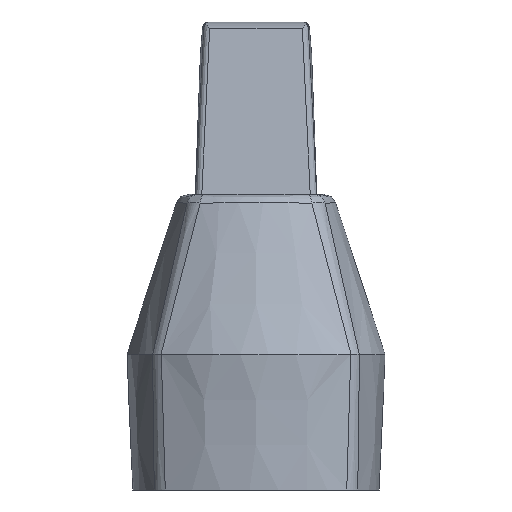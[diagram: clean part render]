
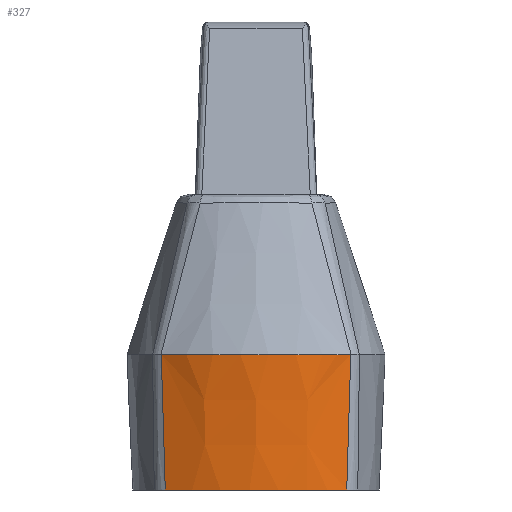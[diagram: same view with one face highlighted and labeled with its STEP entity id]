
A CAD part, left-side view. The second image highlights one B-rep face of the part: STEP entity #327.
In plain terms, the highlighted free-form (B-spline) face has degree [3, 3] with [10, 4] control points.
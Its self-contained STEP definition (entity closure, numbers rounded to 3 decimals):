
#327 = ADVANCED_FACE( '', ( #681 ), #682, .T. );
#681 = FACE_OUTER_BOUND( '', #4355, .T. );
#682 = B_SPLINE_SURFACE_WITH_KNOTS( '', 3, 3, ( ( #4356, #4357, #4358, #4359 ), ( #4360, #4361, #4362, #4363 ), ( #4364, #4365, #4366, #4367 ), ( #4368, #4369, #4370, #4371 ), ( #4372, #4373, #4374, #4375 ), ( #4376, #4377, #4378, #4379 ), ( #4380, #4381, #4382, #4383 ), ( #4384, #4385, #4386, #4387 ), ( #4388, #4389, #4390, #4391 ), ( #4392, #4393, #4394, #4395 ) ), .UNSPECIFIED., .F., .F., .F., ( 4, 2, 2, 2, 4 ), ( 4, 4 ), ( 0., 0.25, 0.5, 0.75, 1. ), ( 0., 1. ), .UNSPECIFIED. );
#4355 = EDGE_LOOP( '', ( #5840, #5841, #5842, #5843 ) );
#4356 = CARTESIAN_POINT( '', ( -7.955, 7.955, 0. ) );
#4357 = CARTESIAN_POINT( '', ( -8.014, 8.014, 3.667 ) );
#4358 = CARTESIAN_POINT( '', ( -8.073, 8.073, 7.333 ) );
#4359 = CARTESIAN_POINT( '', ( -8.132, 8.132, 11. ) );
#4360 = CARTESIAN_POINT( '', ( -8.622, 6.743, 0. ) );
#4361 = CARTESIAN_POINT( '', ( -8.715, 6.804, 3.667 ) );
#4362 = CARTESIAN_POINT( '', ( -8.807, 6.864, 7.333 ) );
#4363 = CARTESIAN_POINT( '', ( -8.9, 6.925, 11. ) );
#4364 = CARTESIAN_POINT( '', ( -9.136, 5.447, 0. ) );
#4365 = CARTESIAN_POINT( '', ( -9.256, 5.501, 3.667 ) );
#4366 = CARTESIAN_POINT( '', ( -9.376, 5.555, 7.333 ) );
#4367 = CARTESIAN_POINT( '', ( -9.496, 5.608, 11. ) );
#4368 = CARTESIAN_POINT( '', ( -9.825, 2.767, 0. ) );
#4369 = CARTESIAN_POINT( '', ( -9.982, 2.798, 3.667 ) );
#4370 = CARTESIAN_POINT( '', ( -10.139, 2.83, 7.333 ) );
#4371 = CARTESIAN_POINT( '', ( -10.296, 2.861, 11. ) );
#4372 = CARTESIAN_POINT( '', ( -10., 1.383, 0. ) );
#4373 = CARTESIAN_POINT( '', ( -10.167, 1.399, 3.667 ) );
#4374 = CARTESIAN_POINT( '', ( -10.333, 1.415, 7.333 ) );
#4375 = CARTESIAN_POINT( '', ( -10.5, 1.431, 11. ) );
#4376 = CARTESIAN_POINT( '', ( -10., -1.383, 0. ) );
#4377 = CARTESIAN_POINT( '', ( -10.167, -1.399, 3.667 ) );
#4378 = CARTESIAN_POINT( '', ( -10.333, -1.415, 7.333 ) );
#4379 = CARTESIAN_POINT( '', ( -10.5, -1.431, 11. ) );
#4380 = CARTESIAN_POINT( '', ( -9.825, -2.767, 0. ) );
#4381 = CARTESIAN_POINT( '', ( -9.982, -2.798, 3.667 ) );
#4382 = CARTESIAN_POINT( '', ( -10.139, -2.83, 7.333 ) );
#4383 = CARTESIAN_POINT( '', ( -10.296, -2.861, 11. ) );
#4384 = CARTESIAN_POINT( '', ( -9.136, -5.447, 0. ) );
#4385 = CARTESIAN_POINT( '', ( -9.256, -5.501, 3.667 ) );
#4386 = CARTESIAN_POINT( '', ( -9.376, -5.555, 7.333 ) );
#4387 = CARTESIAN_POINT( '', ( -9.496, -5.608, 11. ) );
#4388 = CARTESIAN_POINT( '', ( -8.622, -6.743, 0. ) );
#4389 = CARTESIAN_POINT( '', ( -8.715, -6.804, 3.667 ) );
#4390 = CARTESIAN_POINT( '', ( -8.807, -6.864, 7.333 ) );
#4391 = CARTESIAN_POINT( '', ( -8.9, -6.925, 11. ) );
#4392 = CARTESIAN_POINT( '', ( -7.955, -7.955, 0. ) );
#4393 = CARTESIAN_POINT( '', ( -8.014, -8.014, 3.667 ) );
#4394 = CARTESIAN_POINT( '', ( -8.073, -8.073, 7.333 ) );
#4395 = CARTESIAN_POINT( '', ( -8.132, -8.132, 11. ) );
#5840 = ORIENTED_EDGE( '', *, *, #6094, .F. );
#5841 = ORIENTED_EDGE( '', *, *, #6416, .T. );
#5842 = ORIENTED_EDGE( '', *, *, #6417, .T. );
#5843 = ORIENTED_EDGE( '', *, *, #6195, .T. );
#6094 = EDGE_CURVE( '', #6518, #6520, #6521, .T. );
#6195 = EDGE_CURVE( '', #6681, #6520, #6688, .T. );
#6416 = EDGE_CURVE( '', #6518, #6975, #6976, .T. );
#6417 = EDGE_CURVE( '', #6975, #6681, #6977, .T. );
#6518 = VERTEX_POINT( '', #7149 );
#6520 = VERTEX_POINT( '', #7154 );
#6521 = B_SPLINE_CURVE_WITH_KNOTS( '', 3, ( #7155, #7156, #7157, #7158, #7159, #7160, #7161, #7162, #7163, #7164 ), .UNSPECIFIED., .F., .F., ( 4, 2, 2, 2, 4 ), ( 0.03, 0.25, 0.5, 0.75, 0.97 ), .UNSPECIFIED. );
#6681 = VERTEX_POINT( '', #7718 );
#6688 = B_SPLINE_CURVE_WITH_KNOTS( '', 3, ( #7754, #7755, #7756, #7757 ), .UNSPECIFIED., .F., .F., ( 4, 4 ), ( 0., 0.011 ), .UNSPECIFIED. );
#6975 = VERTEX_POINT( '', #9456 );
#6976 = B_SPLINE_CURVE_WITH_KNOTS( '', 3, ( #9457, #9458, #9459, #9460 ), .UNSPECIFIED., .F., .F., ( 4, 4 ), ( 0., 0.011 ), .UNSPECIFIED. );
#6977 = B_SPLINE_CURVE_WITH_KNOTS( '', 3, ( #9461, #9462, #9463, #9464, #9465, #9466, #9467, #9468, #9469, #9470 ), .UNSPECIFIED., .F., .F., ( 4, 2, 2, 2, 4 ), ( 0.04, 0.25, 0.5, 0.75, 0.96 ), .UNSPECIFIED. );
#7149 = CARTESIAN_POINT( '', ( -8.4, 7.693, 11. ) );
#7154 = CARTESIAN_POINT( '', ( -8.4, -7.693, 11. ) );
#7155 = CARTESIAN_POINT( '', ( -8.4, 7.693, 11. ) );
#7156 = CARTESIAN_POINT( '', ( -9.04, 6.609, 11. ) );
#7157 = CARTESIAN_POINT( '', ( -9.544, 5.444, 11. ) );
#7158 = CARTESIAN_POINT( '', ( -10.296, 2.861, 11. ) );
#7159 = CARTESIAN_POINT( '', ( -10.5, 1.431, 11. ) );
#7160 = CARTESIAN_POINT( '', ( -10.5, -1.431, 11. ) );
#7161 = CARTESIAN_POINT( '', ( -10.296, -2.861, 11. ) );
#7162 = CARTESIAN_POINT( '', ( -9.544, -5.444, 11. ) );
#7163 = CARTESIAN_POINT( '', ( -9.04, -6.609, 11. ) );
#7164 = CARTESIAN_POINT( '', ( -8.4, -7.693, 11. ) );
#7718 = CARTESIAN_POINT( '', ( -8.263, -7.367, 0. ) );
#7754 = CARTESIAN_POINT( '', ( -8.263, -7.367, 0. ) );
#7755 = CARTESIAN_POINT( '', ( -8.312, -7.479, 3.667 ) );
#7756 = CARTESIAN_POINT( '', ( -8.357, -7.588, 7.333 ) );
#7757 = CARTESIAN_POINT( '', ( -8.4, -7.693, 11. ) );
#9456 = CARTESIAN_POINT( '', ( -8.263, 7.367, 0. ) );
#9457 = CARTESIAN_POINT( '', ( -8.4, 7.693, 11. ) );
#9458 = CARTESIAN_POINT( '', ( -8.357, 7.588, 7.333 ) );
#9459 = CARTESIAN_POINT( '', ( -8.312, 7.479, 3.667 ) );
#9460 = CARTESIAN_POINT( '', ( -8.263, 7.367, 0. ) );
#9461 = CARTESIAN_POINT( '', ( -8.263, 7.367, 0. ) );
#9462 = CARTESIAN_POINT( '', ( -8.782, 6.327, 0. ) );
#9463 = CARTESIAN_POINT( '', ( -9.191, 5.232, 0. ) );
#9464 = CARTESIAN_POINT( '', ( -9.825, 2.767, 0. ) );
#9465 = CARTESIAN_POINT( '', ( -10., 1.383, 0. ) );
#9466 = CARTESIAN_POINT( '', ( -10., -1.383, 0. ) );
#9467 = CARTESIAN_POINT( '', ( -9.825, -2.767, 0. ) );
#9468 = CARTESIAN_POINT( '', ( -9.191, -5.232, 0. ) );
#9469 = CARTESIAN_POINT( '', ( -8.782, -6.327, 0. ) );
#9470 = CARTESIAN_POINT( '', ( -8.263, -7.367, 0. ) );
